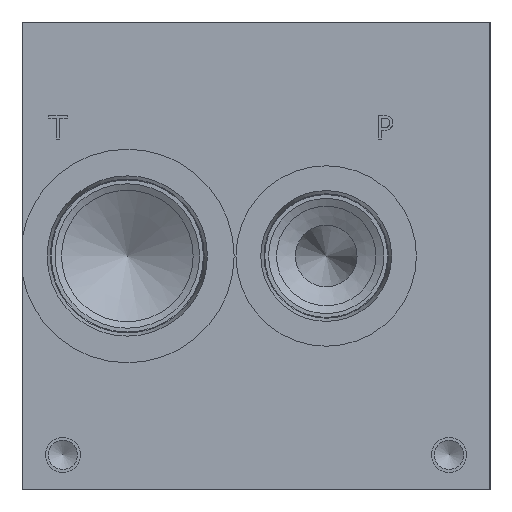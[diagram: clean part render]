
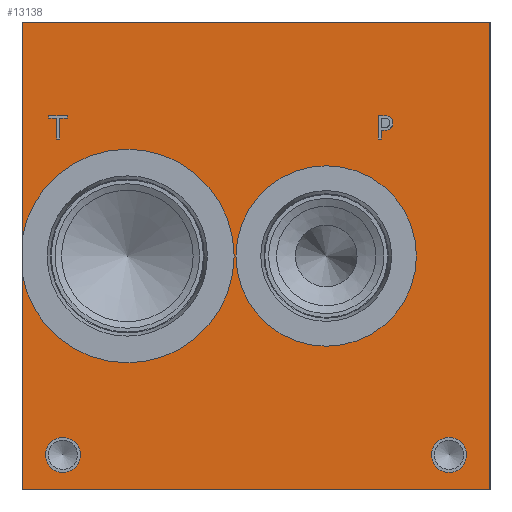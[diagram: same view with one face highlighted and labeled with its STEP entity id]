
A CAD part, left-side view. The second image highlights one B-rep face of the part: STEP entity #13138.
In plain terms, the highlighted planar face has unit normal (-1, 0, 0).
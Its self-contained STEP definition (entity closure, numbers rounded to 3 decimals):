
#178=CIRCLE('',#13859,28.981);
#179=CIRCLE('',#13860,4.763);
#180=CIRCLE('',#13861,4.763);
#181=CIRCLE('',#13862,4.763);
#182=CIRCLE('',#13863,4.763);
#183=CIRCLE('',#13864,24.486);
#184=CIRCLE('',#13865,24.486);
#501=FACE_BOUND('',#1937,.T.);
#502=FACE_BOUND('',#1938,.T.);
#503=FACE_BOUND('',#1939,.T.);
#504=FACE_BOUND('',#1940,.T.);
#505=FACE_BOUND('',#1941,.T.);
#627=B_SPLINE_CURVE_WITH_KNOTS('',2,(#18023,#18024,#18025,#18026),
 .UNSPECIFIED.,.F.,.F.,(3,1,3),(0.,1.,2.),.UNSPECIFIED.);
#629=B_SPLINE_CURVE_WITH_KNOTS('',2,(#18044,#18045,#18046,#18047),
 .UNSPECIFIED.,.F.,.F.,(3,1,3),(0.,1.,2.),.UNSPECIFIED.);
#631=B_SPLINE_CURVE_WITH_KNOTS('',2,(#18093,#18094,#18095,#18096),
 .UNSPECIFIED.,.F.,.F.,(3,1,3),(0.,1.,2.),.UNSPECIFIED.);
#633=B_SPLINE_CURVE_WITH_KNOTS('',2,(#18111,#18112,#18113,#18114),
 .UNSPECIFIED.,.F.,.F.,(3,1,3),(0.,1.,2.),.UNSPECIFIED.);
#1214=FACE_OUTER_BOUND('',#1936,.T.);
#1936=EDGE_LOOP('',(#8643,#8644,#8645,#8646,#8647,#8648));
#1937=EDGE_LOOP('',(#8649,#8650,#8651,#8652,#8653,#8654,#8655,#8656));
#1938=EDGE_LOOP('',(#8657,#8658));
#1939=EDGE_LOOP('',(#8659,#8660));
#1940=EDGE_LOOP('',(#8661,#8662));
#1941=EDGE_LOOP('',(#8663,#8664,#8665,#8666,#8667,#8668,#8669,#8670,#8671));
#2761=LINE('',#17873,#3983);
#2765=LINE('',#17881,#3987);
#2768=LINE('',#17887,#3990);
#2771=LINE('',#17893,#3993);
#2774=LINE('',#17899,#3996);
#2777=LINE('',#17905,#3999);
#2780=LINE('',#17911,#4002);
#2783=LINE('',#17916,#4005);
#2801=LINE('',#18056,#4023);
#2804=LINE('',#18062,#4026);
#2807=LINE('',#18068,#4029);
#2810=LINE('',#18074,#4032);
#2813=LINE('',#18080,#4035);
#2817=LINE('',#18125,#4039);
#2818=LINE('',#18127,#4040);
#2819=LINE('',#18129,#4041);
#2820=LINE('',#18131,#4042);
#2821=LINE('',#18132,#4043);
#3983=VECTOR('',#14783,10.);
#3987=VECTOR('',#14789,10.);
#3990=VECTOR('',#14794,10.);
#3993=VECTOR('',#14799,10.);
#3996=VECTOR('',#14804,10.);
#3999=VECTOR('',#14809,10.);
#4002=VECTOR('',#14814,10.);
#4005=VECTOR('',#14819,10.);
#4023=VECTOR('',#14847,10.);
#4026=VECTOR('',#14852,10.);
#4029=VECTOR('',#14857,10.);
#4032=VECTOR('',#14862,10.);
#4035=VECTOR('',#14867,10.);
#4039=VECTOR('',#14877,10.);
#4040=VECTOR('',#14878,10.);
#4041=VECTOR('',#14879,10.);
#4042=VECTOR('',#14880,10.);
#4043=VECTOR('',#14881,10.);
#5204=VERTEX_POINT('',#17871);
#5205=VERTEX_POINT('',#17872);
#5208=VERTEX_POINT('',#17880);
#5210=VERTEX_POINT('',#17886);
#5212=VERTEX_POINT('',#17892);
#5214=VERTEX_POINT('',#17898);
#5216=VERTEX_POINT('',#17904);
#5218=VERTEX_POINT('',#17910);
#5234=VERTEX_POINT('',#18021);
#5235=VERTEX_POINT('',#18022);
#5238=VERTEX_POINT('',#18043);
#5240=VERTEX_POINT('',#18055);
#5242=VERTEX_POINT('',#18061);
#5244=VERTEX_POINT('',#18067);
#5246=VERTEX_POINT('',#18073);
#5248=VERTEX_POINT('',#18079);
#5250=VERTEX_POINT('',#18092);
#5252=VERTEX_POINT('',#18121);
#5253=VERTEX_POINT('',#18122);
#5254=VERTEX_POINT('',#18124);
#5255=VERTEX_POINT('',#18126);
#5256=VERTEX_POINT('',#18128);
#5257=VERTEX_POINT('',#18130);
#5258=VERTEX_POINT('',#18133);
#5259=VERTEX_POINT('',#18134);
#5260=VERTEX_POINT('',#18137);
#5261=VERTEX_POINT('',#18138);
#5262=VERTEX_POINT('',#18141);
#5263=VERTEX_POINT('',#18142);
#6541=EDGE_CURVE('',#5204,#5205,#2761,.T.);
#6545=EDGE_CURVE('',#5208,#5204,#2765,.T.);
#6548=EDGE_CURVE('',#5210,#5208,#2768,.T.);
#6551=EDGE_CURVE('',#5212,#5210,#2771,.T.);
#6554=EDGE_CURVE('',#5214,#5212,#2774,.T.);
#6557=EDGE_CURVE('',#5216,#5214,#2777,.T.);
#6560=EDGE_CURVE('',#5218,#5216,#2780,.T.);
#6563=EDGE_CURVE('',#5205,#5218,#2783,.T.);
#6586=EDGE_CURVE('',#5234,#5235,#627,.T.);
#6590=EDGE_CURVE('',#5238,#5234,#629,.T.);
#6593=EDGE_CURVE('',#5240,#5238,#2801,.T.);
#6596=EDGE_CURVE('',#5242,#5240,#2804,.T.);
#6599=EDGE_CURVE('',#5244,#5242,#2807,.T.);
#6602=EDGE_CURVE('',#5246,#5244,#2810,.T.);
#6605=EDGE_CURVE('',#5248,#5246,#2813,.T.);
#6608=EDGE_CURVE('',#5250,#5248,#631,.T.);
#6611=EDGE_CURVE('',#5235,#5250,#633,.T.);
#6613=EDGE_CURVE('',#5252,#5253,#178,.T.);
#6614=EDGE_CURVE('',#5254,#5253,#2817,.T.);
#6615=EDGE_CURVE('',#5254,#5255,#2818,.T.);
#6616=EDGE_CURVE('',#5255,#5256,#2819,.T.);
#6617=EDGE_CURVE('',#5257,#5256,#2820,.T.);
#6618=EDGE_CURVE('',#5252,#5257,#2821,.T.);
#6619=EDGE_CURVE('',#5258,#5259,#179,.T.);
#6620=EDGE_CURVE('',#5259,#5258,#180,.T.);
#6621=EDGE_CURVE('',#5260,#5261,#181,.T.);
#6622=EDGE_CURVE('',#5261,#5260,#182,.T.);
#6623=EDGE_CURVE('',#5262,#5263,#183,.T.);
#6624=EDGE_CURVE('',#5263,#5262,#184,.T.);
#8643=ORIENTED_EDGE('',*,*,#6613,.T.);
#8644=ORIENTED_EDGE('',*,*,#6614,.F.);
#8645=ORIENTED_EDGE('',*,*,#6615,.T.);
#8646=ORIENTED_EDGE('',*,*,#6616,.T.);
#8647=ORIENTED_EDGE('',*,*,#6617,.F.);
#8648=ORIENTED_EDGE('',*,*,#6618,.F.);
#8649=ORIENTED_EDGE('',*,*,#6541,.T.);
#8650=ORIENTED_EDGE('',*,*,#6563,.T.);
#8651=ORIENTED_EDGE('',*,*,#6560,.T.);
#8652=ORIENTED_EDGE('',*,*,#6557,.T.);
#8653=ORIENTED_EDGE('',*,*,#6554,.T.);
#8654=ORIENTED_EDGE('',*,*,#6551,.T.);
#8655=ORIENTED_EDGE('',*,*,#6548,.T.);
#8656=ORIENTED_EDGE('',*,*,#6545,.T.);
#8657=ORIENTED_EDGE('',*,*,#6619,.T.);
#8658=ORIENTED_EDGE('',*,*,#6620,.T.);
#8659=ORIENTED_EDGE('',*,*,#6621,.T.);
#8660=ORIENTED_EDGE('',*,*,#6622,.T.);
#8661=ORIENTED_EDGE('',*,*,#6623,.T.);
#8662=ORIENTED_EDGE('',*,*,#6624,.T.);
#8663=ORIENTED_EDGE('',*,*,#6586,.T.);
#8664=ORIENTED_EDGE('',*,*,#6611,.T.);
#8665=ORIENTED_EDGE('',*,*,#6608,.T.);
#8666=ORIENTED_EDGE('',*,*,#6605,.T.);
#8667=ORIENTED_EDGE('',*,*,#6602,.T.);
#8668=ORIENTED_EDGE('',*,*,#6599,.T.);
#8669=ORIENTED_EDGE('',*,*,#6596,.T.);
#8670=ORIENTED_EDGE('',*,*,#6593,.T.);
#8671=ORIENTED_EDGE('',*,*,#6590,.T.);
#12245=PLANE('',#13858);
#13138=ADVANCED_FACE('',(#1214,#501,#502,#503,#504,#505),#12245,.T.);
#13858=AXIS2_PLACEMENT_3D('',#18120,#14873,#14874);
#13859=AXIS2_PLACEMENT_3D('',#18123,#14875,#14876);
#13860=AXIS2_PLACEMENT_3D('',#18135,#14882,#14883);
#13861=AXIS2_PLACEMENT_3D('',#18136,#14884,#14885);
#13862=AXIS2_PLACEMENT_3D('',#18139,#14886,#14887);
#13863=AXIS2_PLACEMENT_3D('',#18140,#14888,#14889);
#13864=AXIS2_PLACEMENT_3D('',#18143,#14890,#14891);
#13865=AXIS2_PLACEMENT_3D('',#18144,#14892,#14893);
#14783=DIRECTION('',(0.,1.,0.));
#14789=DIRECTION('',(0.,0.,-1.));
#14794=DIRECTION('',(0.,1.,0.));
#14799=DIRECTION('',(0.,0.,-1.));
#14804=DIRECTION('',(0.,-1.,0.));
#14809=DIRECTION('',(0.,0.,1.));
#14814=DIRECTION('',(0.,1.,0.));
#14819=DIRECTION('',(0.,0.,1.));
#14847=DIRECTION('',(0.,-1.,0.));
#14852=DIRECTION('',(0.,0.,1.));
#14857=DIRECTION('',(0.,1.,0.));
#14862=DIRECTION('',(0.,0.,-1.));
#14867=DIRECTION('',(0.,1.,0.));
#14873=DIRECTION('center_axis',(-1.,0.,0.));
#14874=DIRECTION('ref_axis',(0.,-1.,0.));
#14875=DIRECTION('center_axis',(1.,0.,0.));
#14876=DIRECTION('ref_axis',(0.,0.,1.));
#14877=DIRECTION('',(0.,0.,1.));
#14878=DIRECTION('',(0.,-1.,0.));
#14879=DIRECTION('',(0.,0.,1.));
#14880=DIRECTION('',(0.,-1.,0.));
#14881=DIRECTION('',(0.,0.,1.));
#14882=DIRECTION('center_axis',(1.,0.,0.));
#14883=DIRECTION('ref_axis',(0.,1.,0.));
#14884=DIRECTION('center_axis',(1.,0.,0.));
#14885=DIRECTION('ref_axis',(0.,1.,0.));
#14886=DIRECTION('center_axis',(1.,0.,0.));
#14887=DIRECTION('ref_axis',(0.,1.,0.));
#14888=DIRECTION('center_axis',(1.,0.,0.));
#14889=DIRECTION('ref_axis',(0.,1.,0.));
#14890=DIRECTION('center_axis',(1.,0.,0.));
#14891=DIRECTION('ref_axis',(0.,1.,0.));
#14892=DIRECTION('center_axis',(1.,0.,0.));
#14893=DIRECTION('ref_axis',(0.,1.,0.));
#17871=CARTESIAN_POINT('',(0.,116.792,95.25));
#17872=CARTESIAN_POINT('',(0.,117.636,95.25));
#17873=CARTESIAN_POINT('',(0.,121.896,95.25));
#17880=CARTESIAN_POINT('',(0.,116.792,100.849));
#17881=CARTESIAN_POINT('',(0.,116.792,50.424));
#17886=CARTESIAN_POINT('',(0.,114.661,100.849));
#17887=CARTESIAN_POINT('',(0.,120.831,100.849));
#17892=CARTESIAN_POINT('',(0.,114.661,101.6));
#17893=CARTESIAN_POINT('',(0.,114.661,50.8));
#17898=CARTESIAN_POINT('',(0.,119.766,101.6));
#17899=CARTESIAN_POINT('',(0.,123.383,101.6));
#17904=CARTESIAN_POINT('',(0.,119.766,100.849));
#17905=CARTESIAN_POINT('',(0.,119.766,50.424));
#17910=CARTESIAN_POINT('',(0.,117.636,100.849));
#17911=CARTESIAN_POINT('',(0.,122.318,100.849));
#17916=CARTESIAN_POINT('',(0.,117.636,47.625));
#18021=CARTESIAN_POINT('',(0.,27.087,101.204));
#18022=CARTESIAN_POINT('',(0.,26.331,99.686));
#18023=CARTESIAN_POINT('Ctrl Pts',(0.,27.087,101.204));
#18024=CARTESIAN_POINT('Ctrl Pts',(0.,26.732,100.962));
#18025=CARTESIAN_POINT('Ctrl Pts',(0.,26.331,100.216));
#18026=CARTESIAN_POINT('Ctrl Pts',(0.,26.331,99.686));
#18043=CARTESIAN_POINT('',(0.,28.75,101.6));
#18044=CARTESIAN_POINT('Ctrl Pts',(0.,28.75,101.6));
#18045=CARTESIAN_POINT('Ctrl Pts',(0.,28.184,101.6));
#18046=CARTESIAN_POINT('Ctrl Pts',(0.,27.391,101.415));
#18047=CARTESIAN_POINT('Ctrl Pts',(0.,27.087,101.204));
#18055=CARTESIAN_POINT('',(0.,30.345,101.6));
#18056=CARTESIAN_POINT('',(0.,78.672,101.6));
#18061=CARTESIAN_POINT('',(0.,30.345,95.25));
#18062=CARTESIAN_POINT('',(0.,30.345,47.625));
#18067=CARTESIAN_POINT('',(0.,29.501,95.25));
#18068=CARTESIAN_POINT('',(0.,78.25,95.25));
#18073=CARTESIAN_POINT('',(0.,29.501,97.617));
#18074=CARTESIAN_POINT('',(0.,29.501,48.809));
#18079=CARTESIAN_POINT('',(0.,28.786,97.617));
#18080=CARTESIAN_POINT('',(0.,77.893,97.617));
#18092=CARTESIAN_POINT('',(0.,26.887,98.276));
#18093=CARTESIAN_POINT('Ctrl Pts',(0.,26.887,98.276));
#18094=CARTESIAN_POINT('Ctrl Pts',(0.,27.216,97.952));
#18095=CARTESIAN_POINT('Ctrl Pts',(0.,28.106,97.617));
#18096=CARTESIAN_POINT('Ctrl Pts',(0.,28.786,97.617));
#18111=CARTESIAN_POINT('Ctrl Pts',(0.,26.331,99.686));
#18112=CARTESIAN_POINT('Ctrl Pts',(0.,26.331,99.274));
#18113=CARTESIAN_POINT('Ctrl Pts',(0.,26.624,98.533));
#18114=CARTESIAN_POINT('Ctrl Pts',(0.,26.887,98.276));
#18120=CARTESIAN_POINT('Origin',(0.,127.,0.));
#18121=CARTESIAN_POINT('',(0.,127.,68.336));
#18122=CARTESIAN_POINT('',(0.,127.,58.664));
#18123=CARTESIAN_POINT('Origin',(0.,98.425,63.5));
#18124=CARTESIAN_POINT('',(0.,127.,0.));
#18125=CARTESIAN_POINT('',(0.,127.,0.));
#18126=CARTESIAN_POINT('',(0.,0.,0.));
#18127=CARTESIAN_POINT('',(0.,127.,0.));
#18128=CARTESIAN_POINT('',(0.,0.,127.));
#18129=CARTESIAN_POINT('',(0.,0.,0.));
#18130=CARTESIAN_POINT('',(0.,127.,127.));
#18131=CARTESIAN_POINT('',(0.,127.,127.));
#18132=CARTESIAN_POINT('',(0.,127.,0.));
#18133=CARTESIAN_POINT('',(0.,120.663,9.525));
#18134=CARTESIAN_POINT('',(0.,111.138,9.525));
#18135=CARTESIAN_POINT('Origin',(0.,115.9,9.525));
#18136=CARTESIAN_POINT('Origin',(0.,115.9,9.525));
#18137=CARTESIAN_POINT('',(0.,15.888,9.525));
#18138=CARTESIAN_POINT('',(0.,6.363,9.525));
#18139=CARTESIAN_POINT('Origin',(0.,11.125,9.525));
#18140=CARTESIAN_POINT('Origin',(0.,11.125,9.525));
#18141=CARTESIAN_POINT('',(0.,68.936,63.5));
#18142=CARTESIAN_POINT('',(0.,19.964,63.5));
#18143=CARTESIAN_POINT('Origin',(0.,44.45,63.5));
#18144=CARTESIAN_POINT('Origin',(0.,44.45,63.5));
